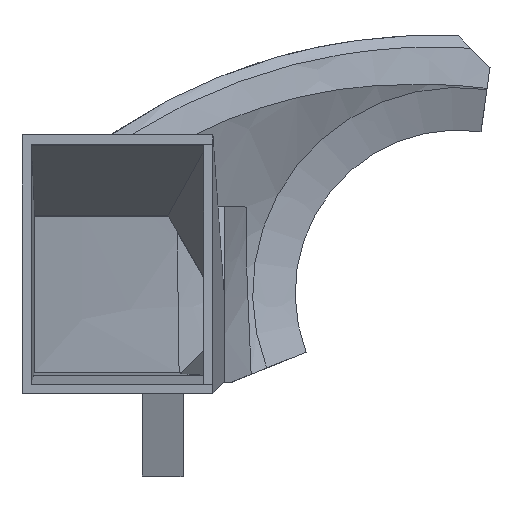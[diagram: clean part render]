
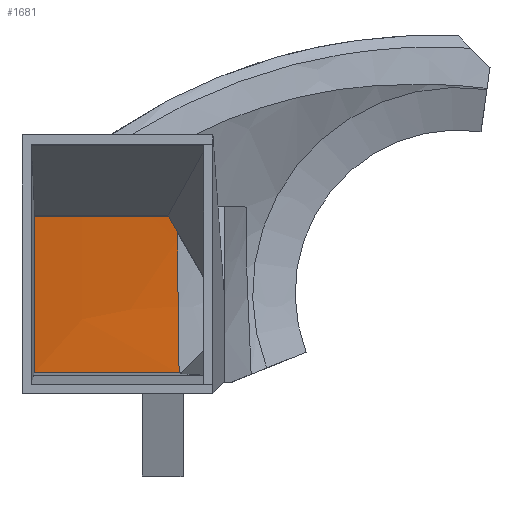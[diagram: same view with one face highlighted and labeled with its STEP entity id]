
A CAD part, top view. The second image highlights one B-rep face of the part: STEP entity #1681.
In plain terms, the highlighted free-form (B-spline) face has degree [3, 3] with [4, 8] control points.
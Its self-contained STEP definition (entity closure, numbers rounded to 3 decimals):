
#73=B_SPLINE_SURFACE_WITH_KNOTS('',3,3,((#2601,#2602,#2603,#2604,#2605,
#2606,#2607,#2608),(#2609,#2610,#2611,#2612,#2613,#2614,#2615,#2616),(#2617,
#2618,#2619,#2620,#2621,#2622,#2623,#2624),(#2625,#2626,#2627,#2628,#2629,
#2630,#2631,#2632)),.UNSPECIFIED.,.F.,.F.,.F.,(4,4),(4,1,1,1,1,4),(0.013,
0.987),(-2.975,-2.661,-2.347,
-2.033,-1.406,-0.778),.UNSPECIFIED.);
#92=B_SPLINE_CURVE_WITH_KNOTS('',3,(#2266,#2267,#2268,#2269,#2270,#2271),
 .UNSPECIFIED.,.F.,.F.,(4,2,4),(-1.697,-1.119,-0.286),
 .UNSPECIFIED.);
#97=B_SPLINE_CURVE_WITH_KNOTS('',3,(#2303,#2304,#2305,#2306,#2307,#2308,
#2309,#2310,#2311,#2312,#2313,#2314,#2315),.UNSPECIFIED.,.F.,.F.,(4,3,3,
3,4),(-1.999,-1.203,-1.001,-0.232,
-0.03),.UNSPECIFIED.);
#113=B_SPLINE_CURVE_WITH_KNOTS('',3,(#2585,#2586,#2587,#2588,#2589,#2590),
 .UNSPECIFIED.,.F.,.F.,(4,2,4),(-2.138,-0.981,-0.03),
 .UNSPECIFIED.);
#115=B_SPLINE_CURVE_WITH_KNOTS('',3,(#2633,#2634,#2635,#2636,#2637,#2638,
#2639,#2640,#2641,#2642),.UNSPECIFIED.,.F.,.F.,(4,2,2,2,4),(-2.378,
-1.582,-0.991,-0.463,-0.084),
 .UNSPECIFIED.);
#190=FACE_OUTER_BOUND('',#290,.T.);
#290=EDGE_LOOP('',(#1163,#1164,#1165,#1166));
#698=VERTEX_POINT('',#2263);
#699=VERTEX_POINT('',#2265);
#706=VERTEX_POINT('',#2298);
#723=VERTEX_POINT('',#2584);
#862=EDGE_CURVE('',#698,#699,#92,.F.);
#871=EDGE_CURVE('',#706,#698,#97,.F.);
#894=EDGE_CURVE('',#699,#723,#113,.F.);
#896=EDGE_CURVE('',#723,#706,#115,.T.);
#1163=ORIENTED_EDGE('',*,*,#871,.F.);
#1164=ORIENTED_EDGE('',*,*,#896,.F.);
#1165=ORIENTED_EDGE('',*,*,#894,.F.);
#1166=ORIENTED_EDGE('',*,*,#862,.F.);
#1681=ADVANCED_FACE('',(#190),#73,.F.);
#2263=CARTESIAN_POINT('',(-36.2,-6.85,19.119));
#2265=CARTESIAN_POINT('',(-36.2,7.022,21.465));
#2266=CARTESIAN_POINT('Ctrl Pts',(-36.2,7.022,21.465));
#2267=CARTESIAN_POINT('Ctrl Pts',(-36.2,5.085,21.096));
#2268=CARTESIAN_POINT('Ctrl Pts',(-36.2,3.128,20.735));
#2269=CARTESIAN_POINT('Ctrl Pts',(-36.2,-1.476,19.929));
#2270=CARTESIAN_POINT('Ctrl Pts',(-36.2,-4.139,19.5));
#2271=CARTESIAN_POINT('Ctrl Pts',(-36.2,-6.85,19.119));
#2298=CARTESIAN_POINT('',(-23.837,-6.85,3.799));
#2303=CARTESIAN_POINT('Ctrl Pts',(-36.2,-6.846,19.12));
#2304=CARTESIAN_POINT('Ctrl Pts',(-34.55,-6.847,17.042));
#2305=CARTESIAN_POINT('Ctrl Pts',(-32.896,-6.847,14.972));
#2306=CARTESIAN_POINT('Ctrl Pts',(-31.234,-6.848,12.907));
#2307=CARTESIAN_POINT('Ctrl Pts',(-30.812,-6.848,12.383));
#2308=CARTESIAN_POINT('Ctrl Pts',(-30.391,-6.849,11.86));
#2309=CARTESIAN_POINT('Ctrl Pts',(-29.968,-6.849,11.337));
#2310=CARTESIAN_POINT('Ctrl Pts',(-28.357,-6.849,9.341));
#2311=CARTESIAN_POINT('Ctrl Pts',(-26.74,-6.85,7.35));
#2312=CARTESIAN_POINT('Ctrl Pts',(-25.118,-6.85,5.365));
#2313=CARTESIAN_POINT('Ctrl Pts',(-24.691,-6.85,4.842));
#2314=CARTESIAN_POINT('Ctrl Pts',(-24.264,-6.85,4.321));
#2315=CARTESIAN_POINT('Ctrl Pts',(-23.837,-6.85,3.799));
#2584=CARTESIAN_POINT('',(-24.019,15.928,6.747));
#2585=CARTESIAN_POINT('Ctrl Pts',(-24.019,15.928,6.747));
#2586=CARTESIAN_POINT('Ctrl Pts',(-26.318,14.75,9.62));
#2587=CARTESIAN_POINT('Ctrl Pts',(-28.607,13.343,12.437));
#2588=CARTESIAN_POINT('Ctrl Pts',(-32.661,10.319,17.325));
#2589=CARTESIAN_POINT('Ctrl Pts',(-34.466,8.769,19.464));
#2590=CARTESIAN_POINT('Ctrl Pts',(-36.2,7.022,21.465));
#2601=CARTESIAN_POINT('Ctrl Pts',(-36.199,12.789,22.587));
#2602=CARTESIAN_POINT('Ctrl Pts',(-36.199,11.658,22.363));
#2603=CARTESIAN_POINT('Ctrl Pts',(-36.2,9.407,21.921));
#2604=CARTESIAN_POINT('Ctrl Pts',(-36.2,6.164,21.299));
#2605=CARTESIAN_POINT('Ctrl Pts',(-36.202,1.89,20.51));
#2606=CARTESIAN_POINT('Ctrl Pts',(-36.206,-3.129,19.657));
#2607=CARTESIAN_POINT('Ctrl Pts',(-36.212,-6.994,19.104));
#2608=CARTESIAN_POINT('Ctrl Pts',(-36.215,-8.892,18.861));
#2609=CARTESIAN_POINT('Ctrl Pts',(-32.139,13.835,17.307));
#2610=CARTESIAN_POINT('Ctrl Pts',(-32.139,12.7,17.082));
#2611=CARTESIAN_POINT('Ctrl Pts',(-32.139,10.437,16.639));
#2612=CARTESIAN_POINT('Ctrl Pts',(-32.136,7.165,16.023));
#2613=CARTESIAN_POINT('Ctrl Pts',(-32.129,2.837,15.256));
#2614=CARTESIAN_POINT('Ctrl Pts',(-32.11,-2.28,14.47));
#2615=CARTESIAN_POINT('Ctrl Pts',(-32.089,-6.255,14.02));
#2616=CARTESIAN_POINT('Ctrl Pts',(-32.079,-8.208,13.83));
#2617=CARTESIAN_POINT('Ctrl Pts',(-28.079,14.882,12.026));
#2618=CARTESIAN_POINT('Ctrl Pts',(-28.079,13.742,11.801));
#2619=CARTESIAN_POINT('Ctrl Pts',(-28.078,11.467,11.357));
#2620=CARTESIAN_POINT('Ctrl Pts',(-28.072,8.167,10.747));
#2621=CARTESIAN_POINT('Ctrl Pts',(-28.056,3.784,10.002));
#2622=CARTESIAN_POINT('Ctrl Pts',(-28.015,-1.433,9.283));
#2623=CARTESIAN_POINT('Ctrl Pts',(-27.966,-5.517,8.935));
#2624=CARTESIAN_POINT('Ctrl Pts',(-27.944,-7.526,8.799));
#2625=CARTESIAN_POINT('Ctrl Pts',(-24.019,15.928,6.746));
#2626=CARTESIAN_POINT('Ctrl Pts',(-24.019,14.784,6.519));
#2627=CARTESIAN_POINT('Ctrl Pts',(-24.017,12.497,6.075));
#2628=CARTESIAN_POINT('Ctrl Pts',(-24.008,9.168,5.472));
#2629=CARTESIAN_POINT('Ctrl Pts',(-23.983,4.731,4.748));
#2630=CARTESIAN_POINT('Ctrl Pts',(-23.92,-0.586,
4.095));
#2631=CARTESIAN_POINT('Ctrl Pts',(-23.844,-4.781,3.849));
#2632=CARTESIAN_POINT('Ctrl Pts',(-23.81,-6.846,3.767));
#2633=CARTESIAN_POINT('Ctrl Pts',(-24.019,15.928,6.747));
#2634=CARTESIAN_POINT('Ctrl Pts',(-24.019,13.378,6.241));
#2635=CARTESIAN_POINT('Ctrl Pts',(-24.015,10.613,5.716));
#2636=CARTESIAN_POINT('Ctrl Pts',(-23.992,6.063,4.967));
#2637=CARTESIAN_POINT('Ctrl Pts',(-23.978,4.135,4.686));
#2638=CARTESIAN_POINT('Ctrl Pts',(-23.939,0.412,4.255));
#2639=CARTESIAN_POINT('Ctrl Pts',(-23.916,-1.293,4.103));
#2640=CARTESIAN_POINT('Ctrl Pts',(-23.873,-4.326,3.906));
#2641=CARTESIAN_POINT('Ctrl Pts',(-23.854,-5.588,3.846));
#2642=CARTESIAN_POINT('Ctrl Pts',(-23.837,-6.85,3.799));
